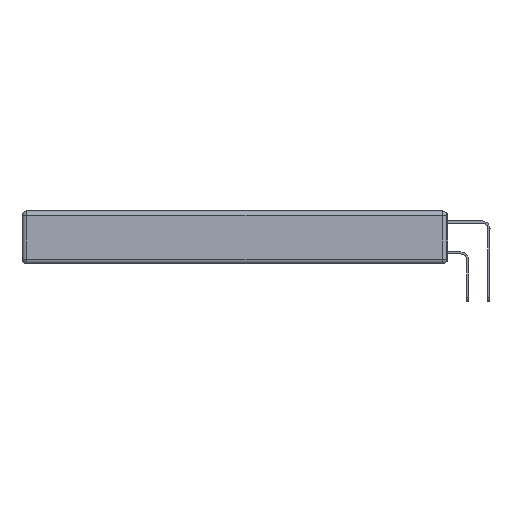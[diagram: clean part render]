
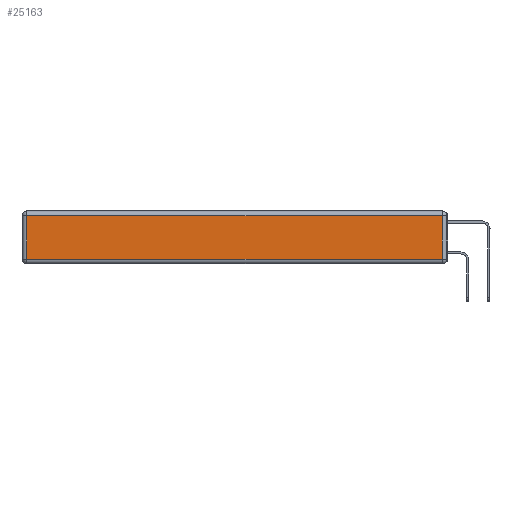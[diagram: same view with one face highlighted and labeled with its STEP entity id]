
A CAD part, left-side view. The second image highlights one B-rep face of the part: STEP entity #25163.
In plain terms, the highlighted planar face has unit normal (-1, 0, 0).
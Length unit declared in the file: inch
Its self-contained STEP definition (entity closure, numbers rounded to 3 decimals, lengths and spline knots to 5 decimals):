
#2423 = VERTEX_POINT ( 'NONE', #17742 ) ;
#4665 = CARTESIAN_POINT ( 'NONE',  ( 0., 2.72, -0.343 ) ) ;
#6917 = LINE ( 'NONE', #19473, #22949 ) ;
#7078 = EDGE_CURVE ( 'NONE', #11239, #2423, #20434, .T. ) ;
#7400 = EDGE_CURVE ( 'NONE', #2423, #22828, #6917, .T. ) ;
#7959 = EDGE_CURVE ( 'NONE', #22828, #15560, #25474, .T. ) ;
#8956 = ORIENTED_EDGE ( 'NONE', *, *, #7400, .T. ) ;
#9861 = LINE ( 'NONE', #17949, #15014 ) ;
#10009 = ORIENTED_EDGE ( 'NONE', *, *, #7078, .T. ) ;
#11239 = VERTEX_POINT ( 'NONE', #21014 ) ;
#11791 = CARTESIAN_POINT ( 'NONE',  ( 0., 0., -0.343 ) ) ;
#13513 = ORIENTED_EDGE ( 'NONE', *, *, #24907, .T. ) ;
#14091 = DIRECTION ( 'NONE',  ( 0., 0., 1. ) ) ;
#14154 = EDGE_LOOP ( 'NONE', ( #13513, #10009, #8956, #20384 ) ) ;
#14441 = DIRECTION ( 'NONE',  ( -1., 0., 0. ) ) ;
#14597 = VECTOR ( 'NONE', #14091, 39.37008 ) ;
#15014 = VECTOR ( 'NONE', #29715, 39.37008 ) ;
#15560 = VERTEX_POINT ( 'NONE', #22751 ) ;
#17742 = CARTESIAN_POINT ( 'NONE',  ( 0., 0.03, -0.03 ) ) ;
#17949 = CARTESIAN_POINT ( 'NONE',  ( 0., 0., -0.313 ) ) ;
#19473 = CARTESIAN_POINT ( 'NONE',  ( 0., 2.75, -0.03 ) ) ;
#20384 = ORIENTED_EDGE ( 'NONE', *, *, #7959, .T. ) ;
#20434 = LINE ( 'NONE', #20931, #14597 ) ;
#20460 = FACE_OUTER_BOUND ( 'NONE', #14154, .T. ) ;
#20931 = CARTESIAN_POINT ( 'NONE',  ( 0., 0.03, -0.343 ) ) ;
#21014 = CARTESIAN_POINT ( 'NONE',  ( 0., 0.03, -0.313 ) ) ;
#22751 = CARTESIAN_POINT ( 'NONE',  ( 0., 2.72, -0.313 ) ) ;
#22828 = VERTEX_POINT ( 'NONE', #29108 ) ;
#22949 = VECTOR ( 'NONE', #26413, 39.37008 ) ;
#23298 = VECTOR ( 'NONE', #25584, 39.37008 ) ;
#23632 = AXIS2_PLACEMENT_3D ( 'NONE', #11791, #14441, #23791 ) ;
#23791 = DIRECTION ( 'NONE',  ( 0., 0., 1. ) ) ;
#24907 = EDGE_CURVE ( 'NONE', #15560, #11239, #9861, .T. ) ;
#25163 = ADVANCED_FACE ( 'NONE', ( #20460 ), #25702, .T. ) ;
#25474 = LINE ( 'NONE', #4665, #23298 ) ;
#25584 = DIRECTION ( 'NONE',  ( 0., 0., -1. ) ) ;
#25702 = PLANE ( 'NONE',  #23632 ) ;
#26413 = DIRECTION ( 'NONE',  ( 0., 1., 0. ) ) ;
#29108 = CARTESIAN_POINT ( 'NONE',  ( 0., 2.72, -0.03 ) ) ;
#29715 = DIRECTION ( 'NONE',  ( 0., -1., 0. ) ) ;
